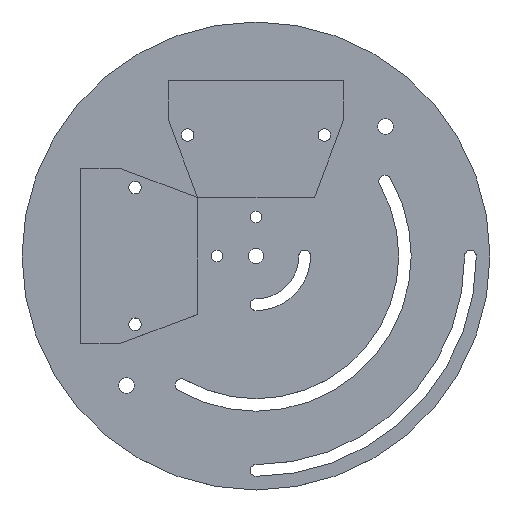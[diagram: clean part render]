
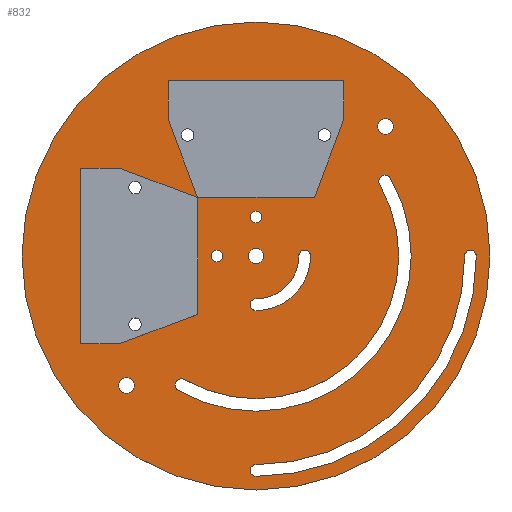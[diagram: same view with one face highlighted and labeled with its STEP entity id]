
A CAD part, top view. The second image highlights one B-rep face of the part: STEP entity #832.
In plain terms, the highlighted planar face has unit normal (0, 0, 1).
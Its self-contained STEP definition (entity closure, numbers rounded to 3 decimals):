
#31=FACE_BOUND('',#149,.T.);
#32=FACE_BOUND('',#150,.T.);
#33=FACE_BOUND('',#151,.T.);
#34=FACE_BOUND('',#152,.T.);
#35=FACE_BOUND('',#153,.T.);
#36=FACE_BOUND('',#154,.T.);
#37=FACE_BOUND('',#155,.T.);
#38=FACE_BOUND('',#156,.T.);
#39=FACE_BOUND('',#157,.T.);
#40=FACE_BOUND('',#158,.T.);
#41=FACE_BOUND('',#159,.T.);
#42=FACE_BOUND('',#160,.T.);
#52=PLANE('',#936);
#92=FACE_OUTER_BOUND('',#148,.T.);
#148=EDGE_LOOP('',(#665));
#149=EDGE_LOOP('',(#666));
#150=EDGE_LOOP('',(#667));
#151=EDGE_LOOP('',(#668));
#152=EDGE_LOOP('',(#669));
#153=EDGE_LOOP('',(#670));
#154=EDGE_LOOP('',(#671));
#155=EDGE_LOOP('',(#672,#673,#674,#675));
#156=EDGE_LOOP('',(#676));
#157=EDGE_LOOP('',(#677,#678,#679,#680));
#158=EDGE_LOOP('',(#681,#682,#683,#684));
#159=EDGE_LOOP('',(#685));
#160=EDGE_LOOP('',(#686));
#313=CIRCLE('',#870,2.);
#315=CIRCLE('',#873,2.);
#317=CIRCLE('',#876,1.6);
#319=CIRCLE('',#879,1.6);
#321=CIRCLE('',#882,1.6);
#323=CIRCLE('',#885,1.6);
#326=CIRCLE('',#889,1.5);
#328=CIRCLE('',#892,56.5);
#330=CIRCLE('',#895,1.5);
#332=CIRCLE('',#898,53.5);
#333=CIRCLE('',#900,2.);
#336=CIRCLE('',#904,1.5);
#337=CIRCLE('',#906,1.5);
#340=CIRCLE('',#910,1.6);
#342=CIRCLE('',#913,1.5);
#343=CIRCLE('',#915,1.5);
#346=CIRCLE('',#919,1.6);
#352=CIRCLE('',#927,14.);
#353=CIRCLE('',#929,11.);
#354=CIRCLE('',#931,36.6);
#355=CIRCLE('',#933,39.8);
#356=CIRCLE('',#935,60.);
#365=VERTEX_POINT('',#1223);
#367=VERTEX_POINT('',#1229);
#369=VERTEX_POINT('',#1235);
#371=VERTEX_POINT('',#1241);
#373=VERTEX_POINT('',#1247);
#375=VERTEX_POINT('',#1253);
#379=VERTEX_POINT('',#1262);
#380=VERTEX_POINT('',#1264);
#382=VERTEX_POINT('',#1270);
#384=VERTEX_POINT('',#1276);
#385=VERTEX_POINT('',#1283);
#389=VERTEX_POINT('',#1292);
#390=VERTEX_POINT('',#1294);
#391=VERTEX_POINT('',#1298);
#395=VERTEX_POINT('',#1307);
#396=VERTEX_POINT('',#1309);
#399=VERTEX_POINT('',#1316);
#400=VERTEX_POINT('',#1318);
#401=VERTEX_POINT('',#1322);
#405=VERTEX_POINT('',#1331);
#406=VERTEX_POINT('',#1333);
#408=VERTEX_POINT('',#1352);
#441=EDGE_CURVE('',#365,#365,#313,.T.);
#444=EDGE_CURVE('',#367,#367,#315,.T.);
#447=EDGE_CURVE('',#369,#369,#317,.T.);
#450=EDGE_CURVE('',#371,#371,#319,.T.);
#453=EDGE_CURVE('',#373,#373,#321,.T.);
#456=EDGE_CURVE('',#375,#375,#323,.T.);
#461=EDGE_CURVE('',#380,#379,#326,.T.);
#464=EDGE_CURVE('',#382,#380,#328,.T.);
#467=EDGE_CURVE('',#384,#382,#330,.T.);
#470=EDGE_CURVE('',#379,#384,#332,.T.);
#471=EDGE_CURVE('',#385,#385,#333,.T.);
#476=EDGE_CURVE('',#390,#389,#336,.T.);
#478=EDGE_CURVE('',#391,#391,#337,.T.);
#483=EDGE_CURVE('',#396,#395,#340,.T.);
#487=EDGE_CURVE('',#400,#399,#342,.T.);
#489=EDGE_CURVE('',#401,#401,#343,.T.);
#494=EDGE_CURVE('',#406,#405,#346,.T.);
#501=EDGE_CURVE('',#389,#400,#352,.T.);
#502=EDGE_CURVE('',#399,#390,#353,.T.);
#503=EDGE_CURVE('',#395,#406,#354,.T.);
#504=EDGE_CURVE('',#405,#396,#355,.T.);
#506=EDGE_CURVE('',#408,#408,#356,.T.);
#665=ORIENTED_EDGE('',*,*,#506,.T.);
#666=ORIENTED_EDGE('',*,*,#441,.T.);
#667=ORIENTED_EDGE('',*,*,#444,.T.);
#668=ORIENTED_EDGE('',*,*,#447,.T.);
#669=ORIENTED_EDGE('',*,*,#450,.T.);
#670=ORIENTED_EDGE('',*,*,#453,.T.);
#671=ORIENTED_EDGE('',*,*,#456,.T.);
#672=ORIENTED_EDGE('',*,*,#461,.T.);
#673=ORIENTED_EDGE('',*,*,#470,.T.);
#674=ORIENTED_EDGE('',*,*,#467,.T.);
#675=ORIENTED_EDGE('',*,*,#464,.T.);
#676=ORIENTED_EDGE('',*,*,#471,.T.);
#677=ORIENTED_EDGE('',*,*,#476,.T.);
#678=ORIENTED_EDGE('',*,*,#501,.T.);
#679=ORIENTED_EDGE('',*,*,#487,.T.);
#680=ORIENTED_EDGE('',*,*,#502,.T.);
#681=ORIENTED_EDGE('',*,*,#483,.T.);
#682=ORIENTED_EDGE('',*,*,#503,.T.);
#683=ORIENTED_EDGE('',*,*,#494,.T.);
#684=ORIENTED_EDGE('',*,*,#504,.T.);
#685=ORIENTED_EDGE('',*,*,#478,.T.);
#686=ORIENTED_EDGE('',*,*,#489,.T.);
#832=ADVANCED_FACE('',(#92,#31,#32,#33,#34,#35,#36,#37,#38,#39,#40,#41,
#42),#52,.T.);
#870=AXIS2_PLACEMENT_3D('',#1224,#969,#970);
#873=AXIS2_PLACEMENT_3D('',#1230,#976,#977);
#876=AXIS2_PLACEMENT_3D('',#1236,#983,#984);
#879=AXIS2_PLACEMENT_3D('',#1242,#990,#991);
#882=AXIS2_PLACEMENT_3D('',#1248,#997,#998);
#885=AXIS2_PLACEMENT_3D('',#1254,#1004,#1005);
#889=AXIS2_PLACEMENT_3D('',#1265,#1014,#1015);
#892=AXIS2_PLACEMENT_3D('',#1271,#1021,#1022);
#895=AXIS2_PLACEMENT_3D('',#1277,#1028,#1029);
#898=AXIS2_PLACEMENT_3D('',#1281,#1035,#1036);
#900=AXIS2_PLACEMENT_3D('',#1284,#1039,#1040);
#904=AXIS2_PLACEMENT_3D('',#1295,#1049,#1050);
#906=AXIS2_PLACEMENT_3D('',#1299,#1054,#1055);
#910=AXIS2_PLACEMENT_3D('',#1310,#1064,#1065);
#913=AXIS2_PLACEMENT_3D('',#1319,#1072,#1073);
#915=AXIS2_PLACEMENT_3D('',#1323,#1077,#1078);
#919=AXIS2_PLACEMENT_3D('',#1334,#1087,#1088);
#927=AXIS2_PLACEMENT_3D('',#1344,#1104,#1105);
#929=AXIS2_PLACEMENT_3D('',#1346,#1108,#1109);
#931=AXIS2_PLACEMENT_3D('',#1348,#1112,#1113);
#933=AXIS2_PLACEMENT_3D('',#1350,#1116,#1117);
#935=AXIS2_PLACEMENT_3D('',#1354,#1121,#1122);
#936=AXIS2_PLACEMENT_3D('',#1355,#1123,#1124);
#969=DIRECTION('center_axis',(0.,0.,-1.));
#970=DIRECTION('ref_axis',(1.,0.,0.));
#976=DIRECTION('center_axis',(0.,0.,-1.));
#977=DIRECTION('ref_axis',(1.,0.,0.));
#983=DIRECTION('center_axis',(0.,0.,-1.));
#984=DIRECTION('ref_axis',(-1.,0.,0.));
#990=DIRECTION('center_axis',(0.,0.,-1.));
#991=DIRECTION('ref_axis',(-1.,0.,0.));
#997=DIRECTION('center_axis',(0.,0.,-1.));
#998=DIRECTION('ref_axis',(-1.,0.,0.));
#1004=DIRECTION('center_axis',(0.,0.,-1.));
#1005=DIRECTION('ref_axis',(-1.,0.,0.));
#1014=DIRECTION('center_axis',(0.,0.,-1.));
#1015=DIRECTION('ref_axis',(1.,0.,0.));
#1021=DIRECTION('center_axis',(0.,0.,-1.));
#1022=DIRECTION('ref_axis',(0.,-1.,0.));
#1028=DIRECTION('center_axis',(0.,0.,-1.));
#1029=DIRECTION('ref_axis',(1.,0.,0.));
#1035=DIRECTION('center_axis',(0.,0.,1.));
#1036=DIRECTION('ref_axis',(0.,-1.,0.));
#1039=DIRECTION('center_axis',(0.,0.,-1.));
#1040=DIRECTION('ref_axis',(1.,0.,0.));
#1049=DIRECTION('center_axis',(0.,0.,-1.));
#1050=DIRECTION('ref_axis',(1.,0.,0.));
#1054=DIRECTION('center_axis',(0.,0.,-1.));
#1055=DIRECTION('ref_axis',(1.,0.,0.));
#1064=DIRECTION('center_axis',(0.,0.,-1.));
#1065=DIRECTION('ref_axis',(1.,0.,0.));
#1072=DIRECTION('center_axis',(0.,0.,-1.));
#1073=DIRECTION('ref_axis',(1.,0.,0.));
#1077=DIRECTION('center_axis',(0.,0.,-1.));
#1078=DIRECTION('ref_axis',(1.,0.,0.));
#1087=DIRECTION('center_axis',(0.,0.,-1.));
#1088=DIRECTION('ref_axis',(1.,0.,0.));
#1104=DIRECTION('center_axis',(0.,0.,-1.));
#1105=DIRECTION('ref_axis',(0.,-1.,0.));
#1108=DIRECTION('center_axis',(0.,0.,1.));
#1109=DIRECTION('ref_axis',(0.,-1.,0.));
#1112=DIRECTION('center_axis',(0.,0.,1.));
#1113=DIRECTION('ref_axis',(1.,0.,0.));
#1116=DIRECTION('center_axis',(0.,0.,-1.));
#1117=DIRECTION('ref_axis',(-0.5,-0.866,0.));
#1121=DIRECTION('center_axis',(0.,0.,1.));
#1122=DIRECTION('ref_axis',(1.,0.,0.));
#1123=DIRECTION('center_axis',(0.,0.,1.));
#1124=DIRECTION('ref_axis',(1.,0.,0.));
#1223=CARTESIAN_POINT('',(31.234,33.234,0.));
#1224=CARTESIAN_POINT('Origin',(33.234,33.234,0.));
#1229=CARTESIAN_POINT('',(-35.234,-33.234,0.));
#1230=CARTESIAN_POINT('Origin',(-33.234,-33.234,0.));
#1235=CARTESIAN_POINT('',(-15.9,31.,0.));
#1236=CARTESIAN_POINT('Origin',(-17.5,31.,0.));
#1241=CARTESIAN_POINT('',(19.1,31.,0.));
#1242=CARTESIAN_POINT('Origin',(17.5,31.,0.));
#1247=CARTESIAN_POINT('',(-29.4,17.5,0.));
#1248=CARTESIAN_POINT('Origin',(-31.,17.5,0.));
#1253=CARTESIAN_POINT('',(-29.4,-17.5,0.));
#1254=CARTESIAN_POINT('Origin',(-31.,-17.5,0.));
#1262=CARTESIAN_POINT('',(0.,-53.5,0.));
#1264=CARTESIAN_POINT('',(0.,-56.5,0.));
#1265=CARTESIAN_POINT('Origin',(0.,-55.,0.));
#1270=CARTESIAN_POINT('',(56.5,0.,0.));
#1271=CARTESIAN_POINT('Origin',(0.,0.,0.));
#1276=CARTESIAN_POINT('',(53.5,0.,0.));
#1277=CARTESIAN_POINT('Origin',(55.,0.,0.));
#1281=CARTESIAN_POINT('Origin',(0.,0.,0.));
#1283=CARTESIAN_POINT('',(-2.,0.,0.));
#1284=CARTESIAN_POINT('Origin',(0.,0.,0.));
#1292=CARTESIAN_POINT('',(14.,0.,0.));
#1294=CARTESIAN_POINT('',(11.,0.,0.));
#1295=CARTESIAN_POINT('Origin',(12.5,0.,0.));
#1298=CARTESIAN_POINT('',(-1.5,10.,0.));
#1299=CARTESIAN_POINT('Origin',(0.,10.,0.));
#1307=CARTESIAN_POINT('',(-18.3,-31.697,0.));
#1309=CARTESIAN_POINT('',(-19.9,-34.468,0.));
#1310=CARTESIAN_POINT('Origin',(-19.1,-33.082,0.));
#1316=CARTESIAN_POINT('',(0.,-11.,0.));
#1318=CARTESIAN_POINT('',(0.,-14.,0.));
#1319=CARTESIAN_POINT('Origin',(0.,-12.5,
0.));
#1322=CARTESIAN_POINT('',(-11.5,0.,0.));
#1323=CARTESIAN_POINT('Origin',(-10.,0.,0.));
#1331=CARTESIAN_POINT('',(34.468,19.9,0.));
#1333=CARTESIAN_POINT('',(31.697,18.3,0.));
#1334=CARTESIAN_POINT('Origin',(33.082,19.1,0.));
#1344=CARTESIAN_POINT('Origin',(0.,0.,0.));
#1346=CARTESIAN_POINT('Origin',(0.,0.,0.));
#1348=CARTESIAN_POINT('Origin',(0.,0.,0.));
#1350=CARTESIAN_POINT('Origin',(0.,0.,0.));
#1352=CARTESIAN_POINT('',(-60.,0.,0.));
#1354=CARTESIAN_POINT('Origin',(0.,0.,0.));
#1355=CARTESIAN_POINT('Origin',(0.,0.,0.));
